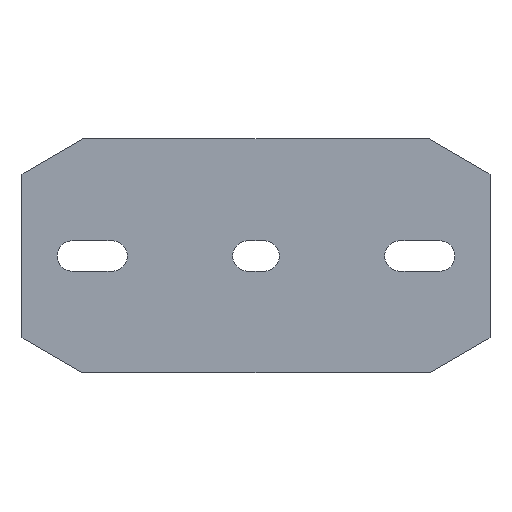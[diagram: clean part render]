
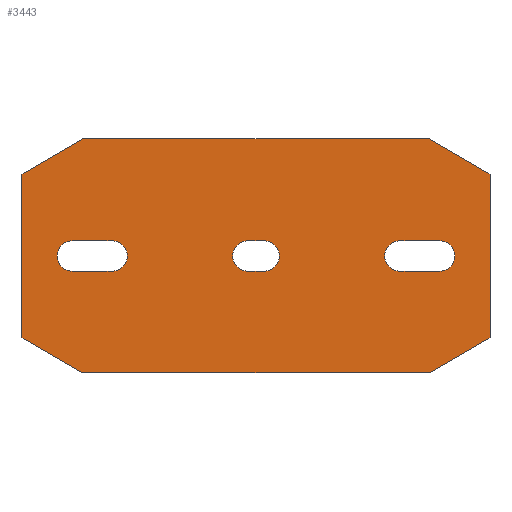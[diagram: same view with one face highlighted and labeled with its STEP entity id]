
A CAD part, front view. The second image highlights one B-rep face of the part: STEP entity #3443.
In plain terms, the highlighted planar face has unit normal (0, -1, 0).
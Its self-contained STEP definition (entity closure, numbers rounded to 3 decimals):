
#2=DIRECTION('',(-0.866,0.,0.5));
#3=VECTOR('',#2,30.);
#4=CARTESIAN_POINT('',(-74.019,0.,-50.));
#5=LINE('',#4,#3);
#6=DIRECTION('',(0.,0.,1.));
#7=VECTOR('',#6,70.);
#8=CARTESIAN_POINT('',(-100.,0.,-35.));
#9=LINE('',#8,#7);
#10=DIRECTION('',(0.866,0.,0.5));
#11=VECTOR('',#10,30.);
#12=CARTESIAN_POINT('',(-100.,0.,35.));
#13=LINE('',#12,#11);
#14=DIRECTION('',(1.,0.,0.));
#15=VECTOR('',#14,148.038);
#16=CARTESIAN_POINT('',(-74.019,0.,50.));
#17=LINE('',#16,#15);
#18=DIRECTION('',(0.866,0.,-0.5));
#19=VECTOR('',#18,30.);
#20=CARTESIAN_POINT('',(74.019,0.,50.));
#21=LINE('',#20,#19);
#22=DIRECTION('',(0.,0.,-1.));
#23=VECTOR('',#22,70.);
#24=CARTESIAN_POINT('',(100.,0.,35.));
#25=LINE('',#24,#23);
#26=DIRECTION('',(-0.866,0.,-0.5));
#27=VECTOR('',#26,30.);
#28=CARTESIAN_POINT('',(100.,0.,-35.));
#29=LINE('',#28,#27);
#30=DIRECTION('',(-1.,0.,0.));
#31=VECTOR('',#30,148.038);
#32=CARTESIAN_POINT('',(74.019,0.,-50.));
#33=LINE('',#32,#31);
#34=CARTESIAN_POINT('',(-78.5,0.,0.));
#35=DIRECTION('',(0.,1.,0.));
#36=DIRECTION('',(0.,0.,-1.));
#37=AXIS2_PLACEMENT_3D('',#34,#35,#36);
#39=DIRECTION('',(-1.,0.,0.));
#40=VECTOR('',#39,17.);
#41=CARTESIAN_POINT('',(-61.5,0.,-6.5));
#42=LINE('',#41,#40);
#43=CARTESIAN_POINT('',(-61.5,0.,0.));
#44=DIRECTION('',(0.,1.,0.));
#45=DIRECTION('',(0.,0.,1.));
#46=AXIS2_PLACEMENT_3D('',#43,#44,#45);
#48=DIRECTION('',(1.,0.,0.));
#49=VECTOR('',#48,17.);
#50=CARTESIAN_POINT('',(-78.5,0.,6.5));
#51=LINE('',#50,#49);
#52=CARTESIAN_POINT('',(78.5,0.,0.));
#53=DIRECTION('',(0.,-1.,0.));
#54=DIRECTION('',(0.,0.,-1.));
#55=AXIS2_PLACEMENT_3D('',#52,#53,#54);
#57=DIRECTION('',(-1.,0.,0.));
#58=VECTOR('',#57,17.);
#59=CARTESIAN_POINT('',(78.5,0.,6.5));
#60=LINE('',#59,#58);
#61=CARTESIAN_POINT('',(61.5,0.,0.));
#62=DIRECTION('',(0.,-1.,0.));
#63=DIRECTION('',(0.,0.,1.));
#64=AXIS2_PLACEMENT_3D('',#61,#62,#63);
#66=DIRECTION('',(1.,0.,0.));
#67=VECTOR('',#66,17.);
#68=CARTESIAN_POINT('',(61.5,0.,-6.5));
#69=LINE('',#68,#67);
#70=CARTESIAN_POINT('',(-3.5,0.,0.));
#71=DIRECTION('',(0.,1.,0.));
#72=DIRECTION('',(0.,0.,-1.));
#73=AXIS2_PLACEMENT_3D('',#70,#71,#72);
#75=DIRECTION('',(-1.,0.,0.));
#76=VECTOR('',#75,7.);
#77=CARTESIAN_POINT('',(3.5,0.,-6.5));
#78=LINE('',#77,#76);
#79=CARTESIAN_POINT('',(3.5,0.,0.));
#80=DIRECTION('',(0.,1.,0.));
#81=DIRECTION('',(0.,0.,1.));
#82=AXIS2_PLACEMENT_3D('',#79,#80,#81);
#84=DIRECTION('',(1.,0.,0.));
#85=VECTOR('',#84,7.);
#86=CARTESIAN_POINT('',(-3.5,0.,6.5));
#87=LINE('',#86,#85);
#2590=CARTESIAN_POINT('',(-74.019,0.,-50.));
#2591=CARTESIAN_POINT('',(-100.,0.,-35.));
#2592=VERTEX_POINT('',#2590);
#2593=VERTEX_POINT('',#2591);
#2594=CARTESIAN_POINT('',(-100.,0.,35.));
#2595=VERTEX_POINT('',#2594);
#2596=CARTESIAN_POINT('',(-74.019,0.,50.));
#2597=VERTEX_POINT('',#2596);
#2598=CARTESIAN_POINT('',(74.019,0.,50.));
#2599=VERTEX_POINT('',#2598);
#2600=CARTESIAN_POINT('',(100.,0.,35.));
#2601=VERTEX_POINT('',#2600);
#2602=CARTESIAN_POINT('',(100.,0.,-35.));
#2603=VERTEX_POINT('',#2602);
#2604=CARTESIAN_POINT('',(74.019,0.,-50.));
#2605=VERTEX_POINT('',#2604);
#2622=CARTESIAN_POINT('',(-78.5,0.,-6.5));
#2623=CARTESIAN_POINT('',(-78.5,0.,6.5));
#2624=VERTEX_POINT('',#2622);
#2625=VERTEX_POINT('',#2623);
#2626=CARTESIAN_POINT('',(-61.5,0.,6.5));
#2627=VERTEX_POINT('',#2626);
#2628=CARTESIAN_POINT('',(-61.5,0.,-6.5));
#2629=VERTEX_POINT('',#2628);
#2638=CARTESIAN_POINT('',(78.5,0.,-6.5));
#2639=CARTESIAN_POINT('',(78.5,0.,6.5));
#2640=VERTEX_POINT('',#2638);
#2641=VERTEX_POINT('',#2639);
#2642=CARTESIAN_POINT('',(61.5,0.,6.5));
#2643=VERTEX_POINT('',#2642);
#2644=CARTESIAN_POINT('',(61.5,0.,-6.5));
#2645=VERTEX_POINT('',#2644);
#2654=CARTESIAN_POINT('',(-3.5,0.,-6.5));
#2655=CARTESIAN_POINT('',(-3.5,0.,6.5));
#2656=VERTEX_POINT('',#2654);
#2657=VERTEX_POINT('',#2655);
#2658=CARTESIAN_POINT('',(3.5,0.,6.5));
#2659=VERTEX_POINT('',#2658);
#2660=CARTESIAN_POINT('',(3.5,0.,-6.5));
#2661=VERTEX_POINT('',#2660);
#3390=CARTESIAN_POINT('',(0.,0.,0.));
#3391=DIRECTION('',(0.,1.,0.));
#3392=DIRECTION('',(1.,0.,0.));
#3393=AXIS2_PLACEMENT_3D('',#3390,#3391,#3392);
#3394=PLANE('',#3393);
#3396=ORIENTED_EDGE('',*,*,#3395,.T.);
#3398=ORIENTED_EDGE('',*,*,#3397,.T.);
#3400=ORIENTED_EDGE('',*,*,#3399,.T.);
#3402=ORIENTED_EDGE('',*,*,#3401,.T.);
#3404=ORIENTED_EDGE('',*,*,#3403,.T.);
#3406=ORIENTED_EDGE('',*,*,#3405,.T.);
#3408=ORIENTED_EDGE('',*,*,#3407,.T.);
#3410=ORIENTED_EDGE('',*,*,#3409,.T.);
#3411=EDGE_LOOP('',(#3396,#3398,#3400,#3402,#3404,#3406,#3408,#3410));
#3412=FACE_OUTER_BOUND('',#3411,.F.);
#3414=ORIENTED_EDGE('',*,*,#3413,.F.);
#3416=ORIENTED_EDGE('',*,*,#3415,.F.);
#3418=ORIENTED_EDGE('',*,*,#3417,.F.);
#3420=ORIENTED_EDGE('',*,*,#3419,.F.);
#3421=EDGE_LOOP('',(#3414,#3416,#3418,#3420));
#3422=FACE_BOUND('',#3421,.F.);
#3424=ORIENTED_EDGE('',*,*,#3423,.T.);
#3426=ORIENTED_EDGE('',*,*,#3425,.T.);
#3428=ORIENTED_EDGE('',*,*,#3427,.T.);
#3430=ORIENTED_EDGE('',*,*,#3429,.T.);
#3431=EDGE_LOOP('',(#3424,#3426,#3428,#3430));
#3432=FACE_BOUND('',#3431,.F.);
#3434=ORIENTED_EDGE('',*,*,#3433,.F.);
#3436=ORIENTED_EDGE('',*,*,#3435,.F.);
#3438=ORIENTED_EDGE('',*,*,#3437,.F.);
#3440=ORIENTED_EDGE('',*,*,#3439,.F.);
#3441=EDGE_LOOP('',(#3434,#3436,#3438,#3440));
#3442=FACE_BOUND('',#3441,.F.);
#3443=ADVANCED_FACE('',(#3412,#3422,#3432,#3442),#3394,.F.);
#38=CIRCLE('',#37,6.5);
#47=CIRCLE('',#46,6.5);
#56=CIRCLE('',#55,6.5);
#65=CIRCLE('',#64,6.5);
#74=CIRCLE('',#73,6.5);
#83=CIRCLE('',#82,6.5);
#3395=EDGE_CURVE('',#2592,#2593,#5,.T.);
#3397=EDGE_CURVE('',#2593,#2595,#9,.T.);
#3399=EDGE_CURVE('',#2595,#2597,#13,.T.);
#3401=EDGE_CURVE('',#2597,#2599,#17,.T.);
#3403=EDGE_CURVE('',#2599,#2601,#21,.T.);
#3405=EDGE_CURVE('',#2601,#2603,#25,.T.);
#3407=EDGE_CURVE('',#2603,#2605,#29,.T.);
#3409=EDGE_CURVE('',#2605,#2592,#33,.T.);
#3413=EDGE_CURVE('',#2624,#2625,#38,.T.);
#3415=EDGE_CURVE('',#2629,#2624,#42,.T.);
#3417=EDGE_CURVE('',#2627,#2629,#47,.T.);
#3419=EDGE_CURVE('',#2625,#2627,#51,.T.);
#3423=EDGE_CURVE('',#2640,#2641,#56,.T.);
#3425=EDGE_CURVE('',#2641,#2643,#60,.T.);
#3427=EDGE_CURVE('',#2643,#2645,#65,.T.);
#3429=EDGE_CURVE('',#2645,#2640,#69,.T.);
#3433=EDGE_CURVE('',#2656,#2657,#74,.T.);
#3435=EDGE_CURVE('',#2661,#2656,#78,.T.);
#3437=EDGE_CURVE('',#2659,#2661,#83,.T.);
#3439=EDGE_CURVE('',#2657,#2659,#87,.T.);
